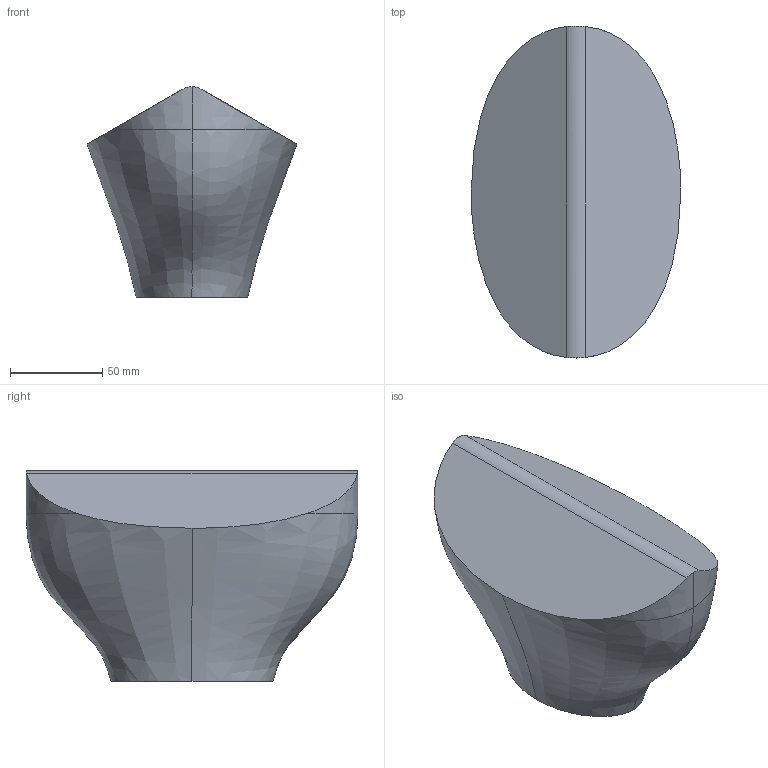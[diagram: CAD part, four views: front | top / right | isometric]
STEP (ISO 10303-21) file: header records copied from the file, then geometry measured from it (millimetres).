
FILE_DESCRIPTION((''),'2;1');
FILE_NAME('DA_VOL','2023-04-19T16:19:21',('apm49'),(''),'CREO PARAMETRIC BY PTC INC, 2022164','CREO PARAMETRIC BY PTC INC, 2022164','');
FILE_SCHEMA(('CONFIG_CONTROL_DESIGN'));
Length unit declared in the file: millimetre
Products named in the file (1): DA_VOL
Bounding box: 113.66 x 180 x 114.3 mm (x, y, z)
Volume: 1107709.2 mm3; surface area: 59943.4 mm2
Topology: 1 solids, 1 shells, 12 faces, 28 edges, 18 vertices
Faces by surface type: bspline 8, plane 3, cylinder 1
Entity records: 1996 total; most frequent: CARTESIAN_POINT 1756, ORIENTED_EDGE 56, EDGE_CURVE 28, B_SPLINE_CURVE_WITH_KNOTS 26, VERTEX_POINT 18, EDGE_LOOP 12, FACE_OUTER_BOUND 12, ADVANCED_FACE 12
